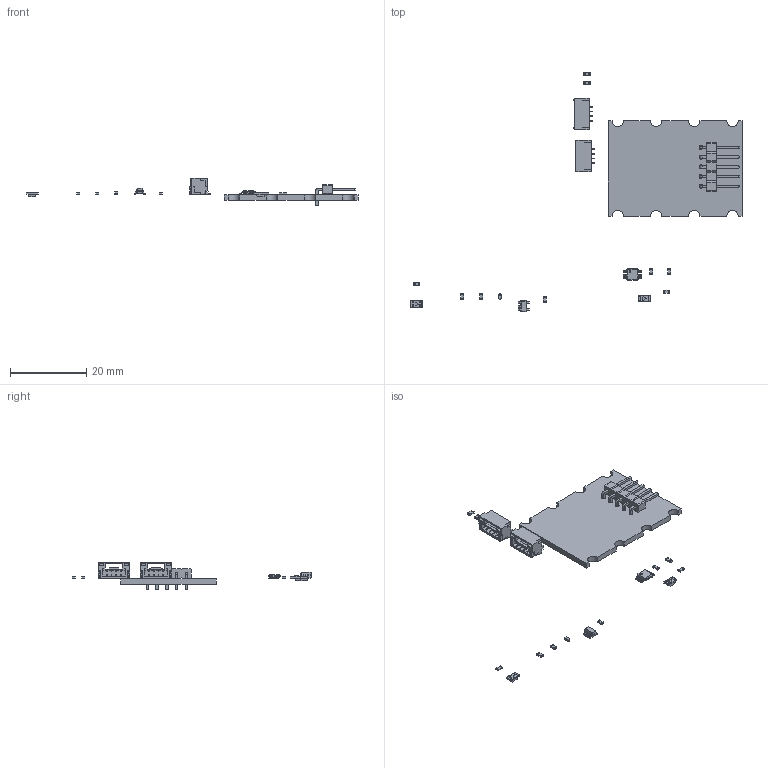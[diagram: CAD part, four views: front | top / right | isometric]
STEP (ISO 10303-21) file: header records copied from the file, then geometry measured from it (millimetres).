
FILE_DESCRIPTION(('KiCad electronic assembly'),'2;1');
FILE_NAME('TFI2CADC01.step','2025-10-02T16:36:41',('Pcbnew'),('Kicad'), 'Open CASCADE STEP processor 7.6','KiCad to STEP converter','Unknown' );
FILE_SCHEMA(('AUTOMOTIVE_DESIGN { 1 0 10303 214 1 1 1 1 }'));
Length unit declared in the file: millimetre
Products named in the file (9): TFI2CADC01 1; SOT-23-5; R_0603_1608Metric; D_SOD-523; JST_GH_SM04B-GHS-TB_1x04-1MP_P1.25mm_Horizontal; PinHeader_1x05_P2.54mm_Horizontal; LED_1206_3216Metric; TSSOP-10_3x3mm_P0.5mm; kibot_7qd8ce5q_PCB
Assembly tree (18 placements, depth 2):
  TFI2CADC01 1
    SOT-23-5
    R_0603_1608Metric  x9
    D_SOD-523
    JST_GH_SM04B-GHS-TB_1x04-1MP_P1.25mm_Horizontal  x2
    PinHeader_1x05_P2.54mm_Horizontal
    LED_1206_3216Metric  x2
    TSSOP-10_3x3mm_P0.5mm
    kibot_7qd8ce5q_PCB
Bounding box: 86.9 x 62.66 x 7.25 mm (x, y, z)
Volume: 1572.7 mm3; surface area: 2930.1 mm2
Topology: 18 solids, 18 shells, 1212 faces, 3241 edges, 2096 vertices
Faces by surface type: plane 1004, cylinder 166, bspline 42
Full cylindrical faces by diameter (mm): 1 x5
Entity records: 23002 total; most frequent: CARTESIAN_POINT 4249, ORIENTED_EDGE 3986, DIRECTION 3579, EDGE_CURVE 1993, LINE 1743, VECTOR 1743, VERTEX_POINT 1280, AXIS2_PLACEMENT_3D 918
